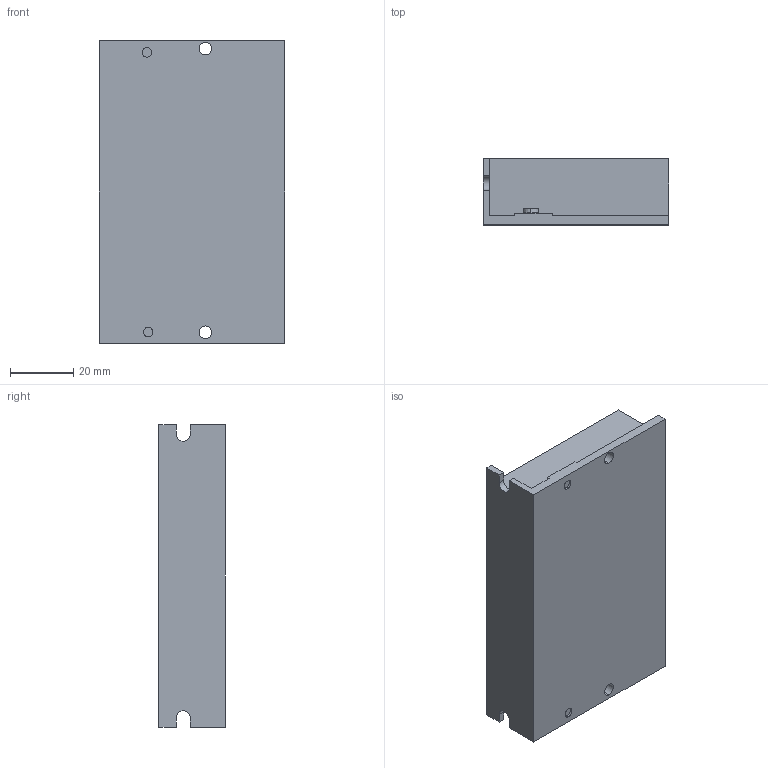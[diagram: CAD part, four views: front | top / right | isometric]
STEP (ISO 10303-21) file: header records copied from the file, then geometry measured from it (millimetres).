
FILE_DESCRIPTION (( 'STEP AP214' ), '1' );
FILE_NAME ('HS42A.STEP', '2023-08-21T13:41:11', ( '' ), ( '' ), 'SwSTEP 2.0', 'SolidWorks 2021', '' );
FILE_SCHEMA (( 'AUTOMOTIVE_DESIGN' ));
Length unit declared in the file: millimetre
Products named in the file (1): HS42A
Bounding box: 59 x 21 x 96 mm (x, y, z)
Volume: 104066.2 mm3; surface area: 18179.9 mm2
Topology: 3 solids, 3 shells, 108 faces, 278 edges, 184 vertices
Faces by surface type: plane 74, cylinder 22, cone 8, torus 4
Entity records: 3338 total; most frequent: CARTESIAN_POINT 571, DIRECTION 564, ORIENTED_EDGE 556, EDGE_CURVE 278, VECTOR 210, LINE 210, VERTEX_POINT 184, AXIS2_PLACEMENT_3D 177
